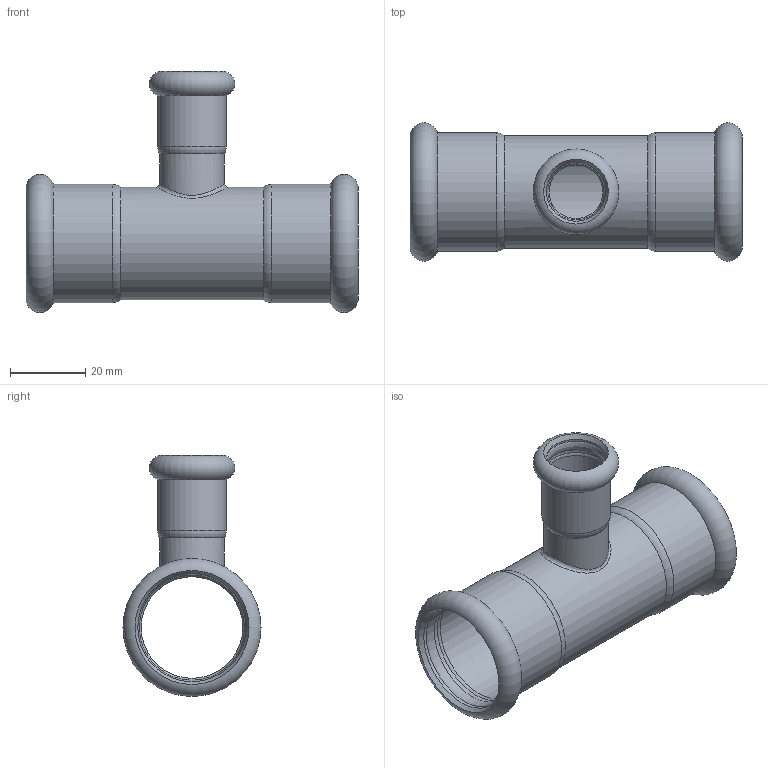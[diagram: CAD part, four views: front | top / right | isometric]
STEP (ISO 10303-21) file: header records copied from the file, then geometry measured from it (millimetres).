
FILE_DESCRIPTION(/* description */ ('TEE RIDOTTO 28-15-28'),/* implementation_level */ '2;1');
FILE_NAME(/* name */ '192028015_Inoxpres.stp',/* time_stamp */ '2022-10-12T11:59:31+02:00',/* author */ ('Vault'),/* organization */ ('Raccorderie metalliche s.p.a. '),/* preprocessor_version */ 'ST-DEVELOPER v18.1',/* originating_system */ 'Autodesk Inventor 2020',/* authorisation */ 'Raccorderie metalliche s.p.a. ');
FILE_SCHEMA (('AUTOMOTIVE_DESIGN { 1 0 10303 214 3 1 1 }'));
Length unit declared in the file: millimetre
Products named in the file (1): 192028015_Inoxpres
Bounding box: 88.2 x 36.68 x 64.04 mm (x, y, z)
Volume: 17714.5 mm3; surface area: 20295.6 mm2
Topology: 1 solids, 1 shells, 38 faces, 135 edges, 98 vertices
Faces by surface type: cylinder 17, torus 15, cone 3, bspline 2, plane 1
Full cylindrical faces by diameter (mm): 14.2 x1, 14.8 x1, 15.3 x1, 15.7 x2, 17.2 x1, 18.3 x1, 27 x1, 28.4 x2, 28.8 x4, 30 x1, 31.4 x2
Entity records: 1903 total; most frequent: CARTESIAN_POINT 570, DIRECTION 314, ORIENTED_EDGE 274, AXIS2_PLACEMENT_3D 146, EDGE_CURVE 137, CIRCLE 109, VERTEX_POINT 100, EDGE_LOOP 41
